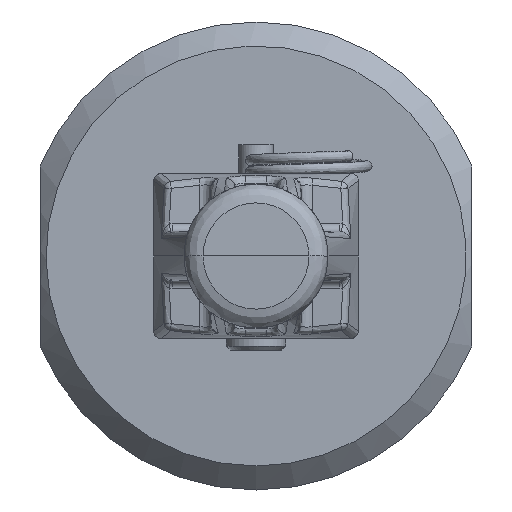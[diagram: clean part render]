
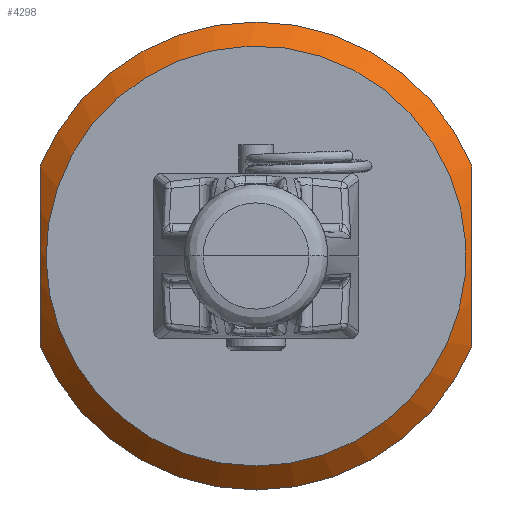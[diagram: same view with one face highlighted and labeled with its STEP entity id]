
A CAD part, left-side view. The second image highlights one B-rep face of the part: STEP entity #4298.
In plain terms, the highlighted conical face has half-angle 45 degrees and reference radius 29.369 mm.
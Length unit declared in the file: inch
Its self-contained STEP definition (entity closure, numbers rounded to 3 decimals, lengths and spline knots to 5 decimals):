
#46=(
BOUNDED_CURVE()
B_SPLINE_CURVE(2,(#8593,#8594,#8595),.UNSPECIFIED.,.F.,.F.)
B_SPLINE_CURVE_WITH_KNOTS((3,3),(0.,2.42841),.UNSPECIFIED.)
CURVE()
GEOMETRIC_REPRESENTATION_ITEM()
RATIONAL_B_SPLINE_CURVE((1.,1.083,1.))
REPRESENTATION_ITEM('')
);
#47=(
BOUNDED_CURVE()
B_SPLINE_CURVE(2,(#8597,#8598,#8599),.UNSPECIFIED.,.F.,.F.)
B_SPLINE_CURVE_WITH_KNOTS((3,3),(0.,2.42841),.UNSPECIFIED.)
CURVE()
GEOMETRIC_REPRESENTATION_ITEM()
RATIONAL_B_SPLINE_CURVE((1.,1.083,1.))
REPRESENTATION_ITEM('')
);
#1114=FACE_BOUND('',#1462,.T.);
#1181=FACE_OUTER_BOUND('',#1461,.T.);
#1461=EDGE_LOOP('',(#3088,#3089,#3090,#3091));
#1462=EDGE_LOOP('',(#3092));
#1753=CIRCLE('',#4582,1.21875);
#1754=CIRCLE('',#4584,1.21875);
#1755=CIRCLE('',#4585,1.09375);
#2003=VERTEX_POINT('',#8583);
#2006=VERTEX_POINT('',#8588);
#2007=VERTEX_POINT('',#8592);
#2008=VERTEX_POINT('',#8596);
#2009=VERTEX_POINT('',#8601);
#2420=EDGE_CURVE('',#2003,#2006,#1753,.T.);
#2421=EDGE_CURVE('',#2007,#2003,#46,.T.);
#2422=EDGE_CURVE('',#2006,#2008,#47,.T.);
#2423=EDGE_CURVE('',#2008,#2007,#1754,.T.);
#2424=EDGE_CURVE('',#2009,#2009,#1755,.T.);
#3088=ORIENTED_EDGE('',*,*,#2421,.T.);
#3089=ORIENTED_EDGE('',*,*,#2420,.T.);
#3090=ORIENTED_EDGE('',*,*,#2422,.T.);
#3091=ORIENTED_EDGE('',*,*,#2423,.T.);
#3092=ORIENTED_EDGE('',*,*,#2424,.T.);
#4241=CONICAL_SURFACE('',#4583,1.15625,45.);
#4298=ADVANCED_FACE('',(#1181,#1114),#4241,.T.);
#4582=AXIS2_PLACEMENT_3D('',#8590,#5037,#5038);
#4583=AXIS2_PLACEMENT_3D('',#8591,#5039,#5040);
#4584=AXIS2_PLACEMENT_3D('',#8600,#5041,#5042);
#4585=AXIS2_PLACEMENT_3D('',#8602,#5043,#5044);
#5037=DIRECTION('center_axis',(-1.,0.,0.));
#5038=DIRECTION('ref_axis',(0.,0.,
1.));
#5039=DIRECTION('center_axis',(1.,0.,0.));
#5040=DIRECTION('ref_axis',(0.,0.,
1.));
#5041=DIRECTION('center_axis',(-1.,0.,0.));
#5042=DIRECTION('ref_axis',(0.,0.,
1.));
#5043=DIRECTION('center_axis',(1.,0.,0.));
#5044=DIRECTION('ref_axis',(0.,0.,
1.));
#8583=CARTESIAN_POINT('',(0.125,1.125,-0.46875));
#8588=CARTESIAN_POINT('',(0.125,-1.125,-0.46875));
#8590=CARTESIAN_POINT('Origin',(0.125,0.,0.));
#8591=CARTESIAN_POINT('Origin',(0.0625,0.,
0.));
#8592=CARTESIAN_POINT('',(0.125,1.125,0.46875));
#8593=CARTESIAN_POINT('Ctrl Pts',(0.125,1.125,0.46875));
#8594=CARTESIAN_POINT('Ctrl Pts',(-0.05529,1.125,0.));
#8595=CARTESIAN_POINT('Ctrl Pts',(0.125,1.125,-0.46875));
#8596=CARTESIAN_POINT('',(0.125,-1.125,0.46875));
#8597=CARTESIAN_POINT('Ctrl Pts',(0.125,-1.125,-0.46875));
#8598=CARTESIAN_POINT('Ctrl Pts',(-0.05529,-1.125,0.));
#8599=CARTESIAN_POINT('Ctrl Pts',(0.125,-1.125,0.46875));
#8600=CARTESIAN_POINT('Origin',(0.125,0.,0.));
#8601=CARTESIAN_POINT('',(0.,0.,-1.09375));
#8602=CARTESIAN_POINT('Origin',(0.,0.,
0.));
